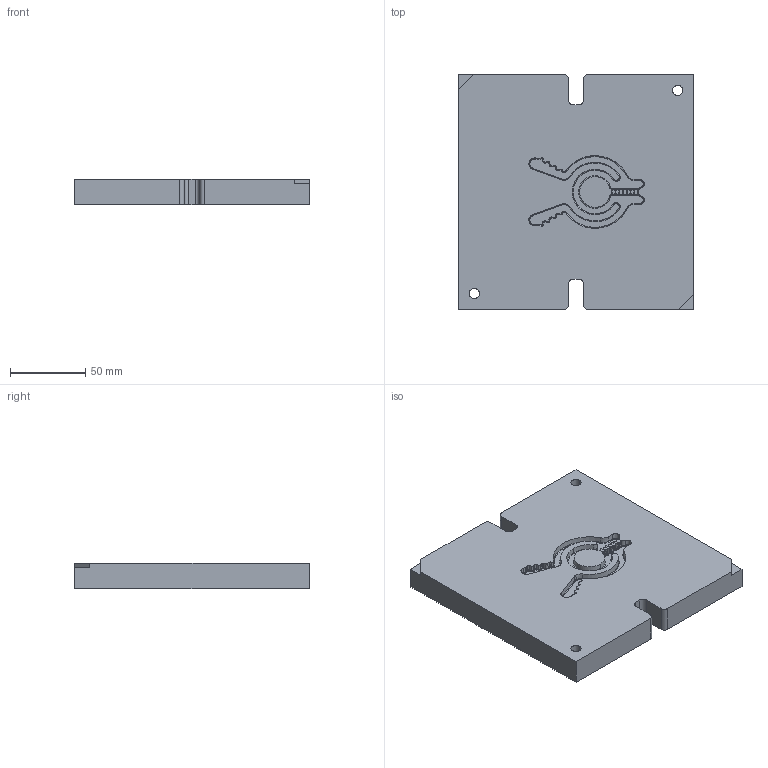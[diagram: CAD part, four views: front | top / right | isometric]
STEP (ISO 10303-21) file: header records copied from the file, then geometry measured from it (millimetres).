
FILE_DESCRIPTION (( 'STEP AP214' ), '1' );
FILE_NAME ('Klammer_Unterseite_Final.STEP', '2018-04-15T15:17:19', ( '' ), ( '' ), 'SwSTEP 2.0', 'SolidWorks 2017', '' );
FILE_SCHEMA (( 'AUTOMOTIVE_DESIGN' ));
Length unit declared in the file: millimetre
Products named in the file (1): Klammer_Unterseite_Final
Bounding box: 156 x 156 x 17 mm (x, y, z)
Volume: 399676.6 mm3; surface area: 62200.9 mm2
Topology: 1 solids, 1 shells, 342 faces, 881 edges, 526 vertices
Faces by surface type: cone 106, torus 81, plane 71, cylinder 62, bspline 22
Entity records: 19091 total; most frequent: CARTESIAN_POINT 10719, DIRECTION 1838, ORIENTED_EDGE 1730, EDGE_CURVE 865, AXIS2_PLACEMENT_3D 734, VERTEX_POINT 526, CIRCLE 413, VECTOR 370
